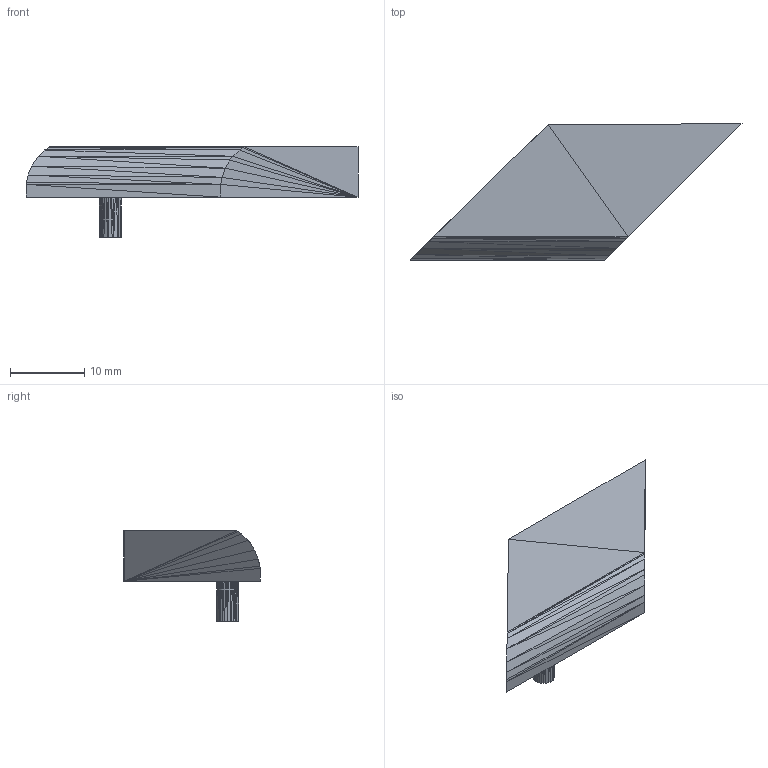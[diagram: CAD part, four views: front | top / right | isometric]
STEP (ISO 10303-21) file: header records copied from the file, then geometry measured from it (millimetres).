
FILE_DESCRIPTION(('FreeCAD Model'),'2;1');
FILE_NAME('Open CASCADE Shape Model','2022-02-09T14:29:37',('Author'),( ''),'Open CASCADE STEP processor 7.5','FreeCAD','Unknown');
FILE_SCHEMA(('AUTOMOTIVE_DESIGN { 1 0 10303 214 1 1 1 1 }'));
Length unit declared in the file: millimetre
Products named in the file (1): AtariXE_FnKey
Bounding box: 44.82 x 18.4 x 12.2 mm (x, y, z)
Surface area: 2419.9 mm2 (no closed solid volume)
Topology: 0 solids, 2 shells, 452 faces, 2033 edges, 5645 vertices
Faces by surface type: plane 452
Entity records: 24466 total; most frequent: CARTESIAN_POINT 8131, DIRECTION 2939, LINE 2033, VECTOR 2033, GEOMETRIC_CURVE_SET 1355, ORIENTED_EDGE 1354, TRIMMED_CURVE 1354, EDGE_CURVE 679
